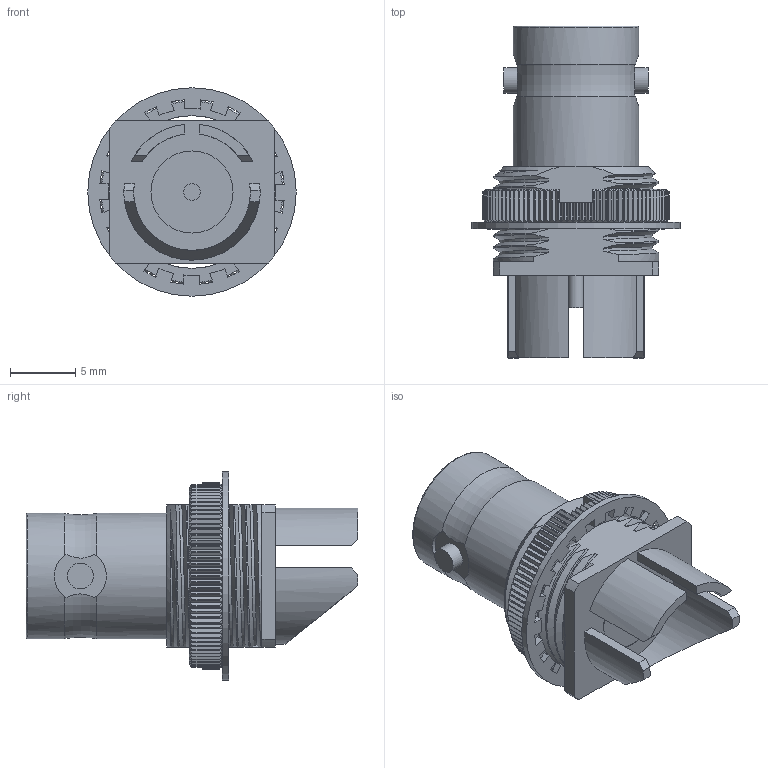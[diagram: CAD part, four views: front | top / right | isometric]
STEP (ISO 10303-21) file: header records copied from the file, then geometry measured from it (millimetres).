
FILE_DESCRIPTION (( 'STEP AP203' ), '1' );
FILE_NAME ('FMCN0012_3D.step', '2021-12-14T01:50:53', ( '' ), ( '' ), 'SwSTEP 2.0', 'SolidWorks 2021', '' );
FILE_SCHEMA (( 'CONFIG_CONTROL_DESIGN' ));
Length unit declared in the file: inch
Products named in the file (7): BNC7T-J-P-GN-ST-EM1(2)^FMCN0012; _BNC7T-J-P-GN-ST-EM1_w^BNC7T-J-P-GN-ST-EM1(2)_FMCN0012; FMCN0012_3D; _BNC7T-J-P-GN-ST-EM1_n^BNC7T-J-P-GN-ST-EM1(2)_FMCN0012; _BNC7T-J-P-GN-ST-EM1_s^BNC7T-J-P-GN-ST-EM1(2)_FMCN0012; _BNC7T-J-P-GN-ST-EM1_i^BNC7T-J-P-GN-ST-EM1(2)_FMCN0012; _BNC7T-J-P-GN-ST-EM1_p^BNC7T-J-P-GN-ST-EM1(2)_FMCN0012
Assembly tree (6 placements, depth 3):
  FMCN0012_3D
    BNC7T-J-P-GN-ST-EM1(2)^FMCN0012
      _BNC7T-J-P-GN-ST-EM1_s^BNC7T-J-P-GN-ST-EM1(2)_FMCN0012
      _BNC7T-J-P-GN-ST-EM1_i^BNC7T-J-P-GN-ST-EM1(2)_FMCN0012
      _BNC7T-J-P-GN-ST-EM1_p^BNC7T-J-P-GN-ST-EM1(2)_FMCN0012
      _BNC7T-J-P-GN-ST-EM1_w^BNC7T-J-P-GN-ST-EM1(2)_FMCN0012
      _BNC7T-J-P-GN-ST-EM1_n^BNC7T-J-P-GN-ST-EM1(2)_FMCN0012
Bounding box: 16 x 25.48 x 16 mm (x, y, z)
Volume: 1514.1 mm3; surface area: 2667.8 mm2
Topology: 5 solids, 5 shells, 819 faces, 2016 edges, 1217 vertices
Faces by surface type: plane 299, cylinder 278, cone 194, bspline 45, torus 3
Full cylindrical faces by diameter (mm): 1.25 x2, 1.42 x1, 1.8 x1, 1.98 x2, 2.1 x1, 6.3 x2, 6.75 x1, 7.25 x2, 8.13 x1, 9.65 x2, 11.717 x1, 16 x1
Entity records: 37258 total; most frequent: CARTESIAN_POINT 18194, ORIENTED_EDGE 3980, DIRECTION 3734, EDGE_CURVE 1990, AXIS2_PLACEMENT_3D 1526, VERTEX_POINT 1211, EDGE_LOOP 857, FACE_OUTER_BOUND 837
